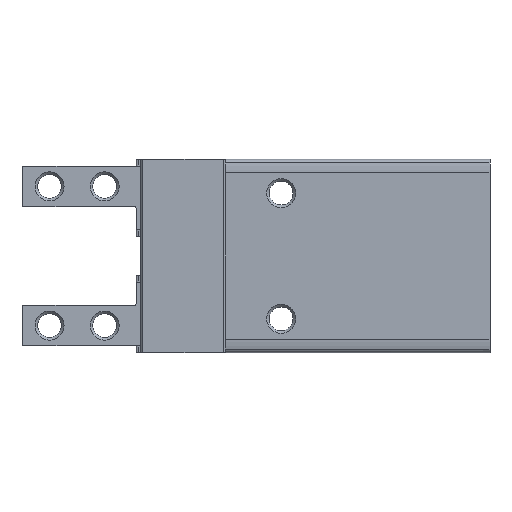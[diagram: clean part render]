
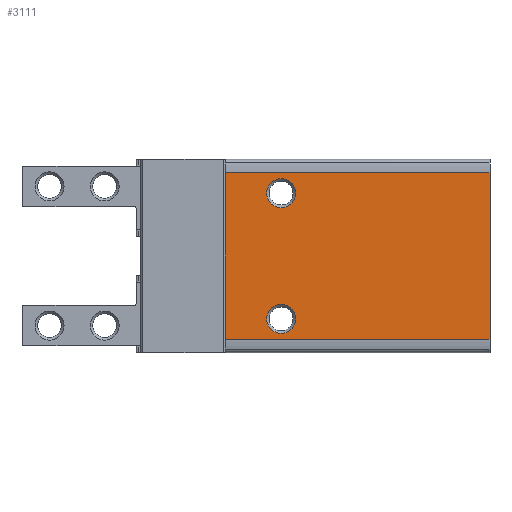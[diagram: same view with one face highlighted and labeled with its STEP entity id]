
A CAD part, left-side view. The second image highlights one B-rep face of the part: STEP entity #3111.
In plain terms, the highlighted face is planar.
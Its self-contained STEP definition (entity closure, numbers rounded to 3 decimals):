
#61=PLANE('',#3373);
#185=LINE('',#4879,#464);
#187=LINE('',#4891,#466);
#188=LINE('',#4899,#467);
#189=LINE('',#4901,#468);
#464=VECTOR('',#3827,1000.);
#466=VECTOR('',#3841,1000.);
#467=VECTOR('',#3850,1000.);
#468=VECTOR('',#3851,1000.);
#803=ORIENTED_EDGE('',*,*,#1713,.F.);
#804=ORIENTED_EDGE('',*,*,#1714,.F.);
#805=ORIENTED_EDGE('',*,*,#1705,.T.);
#806=ORIENTED_EDGE('',*,*,#1715,.F.);
#807=ORIENTED_EDGE('',*,*,#1716,.F.);
#808=ORIENTED_EDGE('',*,*,#1711,.T.);
#1705=EDGE_CURVE('',#2161,#2160,#185,.T.);
#1711=EDGE_CURVE('',#2165,#2161,#187,.T.);
#1713=EDGE_CURVE('',#2166,#2166,#2439,.T.);
#1714=EDGE_CURVE('',#2167,#2167,#2440,.T.);
#1715=EDGE_CURVE('',#2168,#2160,#188,.T.);
#1716=EDGE_CURVE('',#2165,#2168,#189,.T.);
#2160=VERTEX_POINT('',#4878);
#2161=VERTEX_POINT('',#4880);
#2165=VERTEX_POINT('',#4892);
#2166=VERTEX_POINT('',#4896);
#2167=VERTEX_POINT('',#4898);
#2168=VERTEX_POINT('',#4900);
#2439=CIRCLE('',#3374,1.5);
#2440=CIRCLE('',#3375,1.5);
#2580=EDGE_LOOP('',(#803));
#2581=EDGE_LOOP('',(#804));
#2582=EDGE_LOOP('',(#805,#806,#807,#808));
#2809=FACE_BOUND('',#2580,.T.);
#2810=FACE_BOUND('',#2581,.T.);
#2811=FACE_BOUND('',#2582,.T.);
#3111=ADVANCED_FACE('',(#2809,#2810,#2811),#61,.F.);
#3373=AXIS2_PLACEMENT_3D('',#4894,#3844,#3845);
#3374=AXIS2_PLACEMENT_3D('',#4895,#3846,#3847);
#3375=AXIS2_PLACEMENT_3D('',#4897,#3848,#3849);
#3827=DIRECTION('',(1.,0.,0.));
#3841=DIRECTION('',(0.,-1.,0.));
#3844=DIRECTION('',(0.,0.,-1.));
#3845=DIRECTION('',(-1.,0.,0.));
#3846=DIRECTION('',(0.,0.,1.));
#3847=DIRECTION('',(1.,0.,0.));
#3848=DIRECTION('',(0.,0.,1.));
#3849=DIRECTION('',(1.,0.,0.));
#3850=DIRECTION('',(0.,-1.,0.));
#3851=DIRECTION('',(1.,0.,0.));
#4878=CARTESIAN_POINT('',(8.6,0.,5.));
#4879=CARTESIAN_POINT('',(-8.6,0.,5.));
#4880=CARTESIAN_POINT('',(-8.6,0.,5.));
#4891=CARTESIAN_POINT('',(-8.6,27.4,5.));
#4892=CARTESIAN_POINT('',(-8.6,27.4,5.));
#4894=CARTESIAN_POINT('',(-8.6,27.4,5.));
#4895=CARTESIAN_POINT('',(-6.5,21.6,5.));
#4896=CARTESIAN_POINT('',(-5.,21.6,5.));
#4897=CARTESIAN_POINT('',(6.5,21.6,5.));
#4898=CARTESIAN_POINT('',(8.,21.6,5.));
#4899=CARTESIAN_POINT('',(8.6,27.4,5.));
#4900=CARTESIAN_POINT('',(8.6,27.4,5.));
#4901=CARTESIAN_POINT('',(-8.6,27.4,5.));
